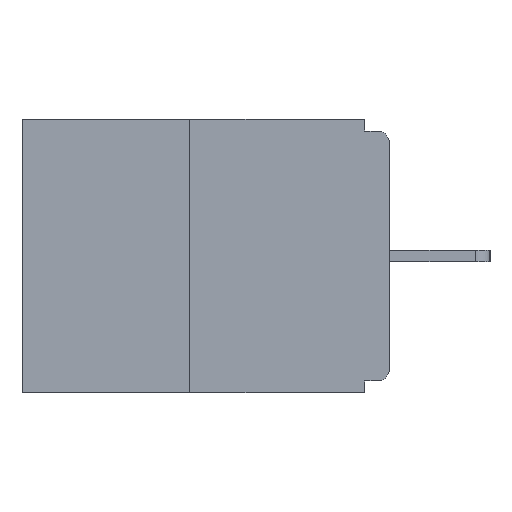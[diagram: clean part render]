
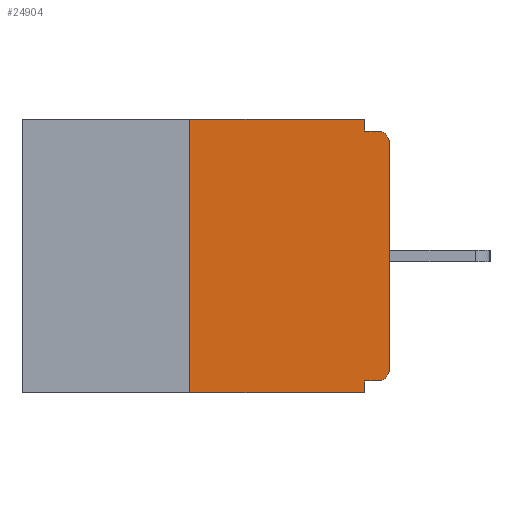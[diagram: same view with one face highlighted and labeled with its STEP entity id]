
A CAD part, left-side view. The second image highlights one B-rep face of the part: STEP entity #24904.
In plain terms, the highlighted planar face has unit normal (-1, 0, 0).
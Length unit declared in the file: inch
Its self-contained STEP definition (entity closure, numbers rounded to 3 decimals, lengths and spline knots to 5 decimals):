
#140 = PLANE ( 'NONE',  #8279 ) ;
#153 = CARTESIAN_POINT ( 'NONE',  ( 0., 0., -0.015 ) ) ;
#312 = AXIS2_PLACEMENT_3D ( 'NONE', #19636, #7263, #21643 ) ;
#840 = DIRECTION ( 'NONE',  ( 0., 0., 1. ) ) ;
#1288 = ORIENTED_EDGE ( 'NONE', *, *, #21027, .F. ) ;
#2846 = DIRECTION ( 'NONE',  ( 0., -1., 0. ) ) ;
#2850 = VECTOR ( 'NONE', #13222, 39.37008 ) ;
#2969 = FACE_OUTER_BOUND ( 'NONE', #25820, .T. ) ;
#3465 = DIRECTION ( 'NONE',  ( 0., -1., 0. ) ) ;
#3925 = VECTOR ( 'NONE', #2846, 39.37008 ) ;
#4486 = DIRECTION ( 'NONE',  ( 1., 0., 0. ) ) ;
#4495 = DIRECTION ( 'NONE',  ( 0., -1., 0. ) ) ;
#4540 = CIRCLE ( 'NONE', #21151, 0.015 ) ;
#4772 = VERTEX_POINT ( 'NONE', #24170 ) ;
#5202 = VERTEX_POINT ( 'NONE', #17665 ) ;
#5340 = DIRECTION ( 'NONE',  ( 0., 1., 0. ) ) ;
#6916 = CARTESIAN_POINT ( 'NONE',  ( 0., 0.031, -0.015 ) ) ;
#6971 = ORIENTED_EDGE ( 'NONE', *, *, #20671, .F. ) ;
#7263 = DIRECTION ( 'NONE',  ( -1., 0., 0. ) ) ;
#7349 = VECTOR ( 'NONE', #4495, 39.37008 ) ;
#8279 = AXIS2_PLACEMENT_3D ( 'NONE', #16965, #4486, #19014 ) ;
#8753 = CARTESIAN_POINT ( 'NONE',  ( 0., 0.031, 0. ) ) ;
#8909 = VECTOR ( 'NONE', #22234, 39.37008 ) ;
#9844 = VECTOR ( 'NONE', #5340, 39.37008 ) ;
#9953 = VECTOR ( 'NONE', #3465, 39.37008 ) ;
#9990 = CARTESIAN_POINT ( 'NONE',  ( 0., 0., 0. ) ) ;
#10178 = CARTESIAN_POINT ( 'NONE',  ( 0., 0.015, -0.03 ) ) ;
#10248 = ORIENTED_EDGE ( 'NONE', *, *, #24087, .T. ) ;
#10544 = VERTEX_POINT ( 'NONE', #8753 ) ;
#10606 = EDGE_CURVE ( 'NONE', #19316, #14392, #16115, .T. ) ;
#11069 = VECTOR ( 'NONE', #12373, 39.37008 ) ;
#11167 = CARTESIAN_POINT ( 'NONE',  ( 0., 0.031, 0. ) ) ;
#12241 = DIRECTION ( 'NONE',  ( 0., 0., -1. ) ) ;
#12373 = DIRECTION ( 'NONE',  ( 0., 0., -1. ) ) ;
#12390 = VERTEX_POINT ( 'NONE', #14731 ) ;
#12470 = ORIENTED_EDGE ( 'NONE', *, *, #25600, .F. ) ;
#12519 = VERTEX_POINT ( 'NONE', #6916 ) ;
#12546 = EDGE_CURVE ( 'NONE', #14392, #10544, #19861, .T. ) ;
#12866 = LINE ( 'NONE', #153, #7349 ) ;
#13222 = DIRECTION ( 'NONE',  ( 0., 0., -1. ) ) ;
#13497 = EDGE_CURVE ( 'NONE', #4772, #5202, #4540, .T. ) ;
#13796 = LINE ( 'NONE', #9990, #8909 ) ;
#14104 = ORIENTED_EDGE ( 'NONE', *, *, #12546, .F. ) ;
#14392 = VERTEX_POINT ( 'NONE', #17806 ) ;
#14731 = CARTESIAN_POINT ( 'NONE',  ( 0., 0., -0.313 ) ) ;
#15343 = CARTESIAN_POINT ( 'NONE',  ( 0., 0.46, 0. ) ) ;
#15419 = LINE ( 'NONE', #15949, #9953 ) ;
#15711 = CARTESIAN_POINT ( 'NONE',  ( 0., 0.031, -0.343 ) ) ;
#15783 = VERTEX_POINT ( 'NONE', #22744 ) ;
#15884 = LINE ( 'NONE', #24533, #11069 ) ;
#15949 = CARTESIAN_POINT ( 'NONE',  ( 0., 0.46, -0.343 ) ) ;
#16115 = LINE ( 'NONE', #21502, #16757 ) ;
#16320 = CARTESIAN_POINT ( 'NONE',  ( 0., 0.25, -0.343 ) ) ;
#16657 = ORIENTED_EDGE ( 'NONE', *, *, #23407, .T. ) ;
#16684 = ORIENTED_EDGE ( 'NONE', *, *, #23092, .F. ) ;
#16757 = VECTOR ( 'NONE', #840, 39.37008 ) ;
#16902 = VERTEX_POINT ( 'NONE', #18125 ) ;
#16965 = CARTESIAN_POINT ( 'NONE',  ( 0., 0.46, 0. ) ) ;
#17665 = CARTESIAN_POINT ( 'NONE',  ( 0., 0.015, -0.015 ) ) ;
#17806 = CARTESIAN_POINT ( 'NONE',  ( 0., 0.25, 0. ) ) ;
#18125 = CARTESIAN_POINT ( 'NONE',  ( 0., 0.015, -0.328 ) ) ;
#19014 = DIRECTION ( 'NONE',  ( 0., 0., -1. ) ) ;
#19316 = VERTEX_POINT ( 'NONE', #16320 ) ;
#19451 = LINE ( 'NONE', #11167, #2850 ) ;
#19561 = ORIENTED_EDGE ( 'NONE', *, *, #10606, .F. ) ;
#19636 = CARTESIAN_POINT ( 'NONE',  ( 0., 0.015, -0.313 ) ) ;
#19702 = EDGE_CURVE ( 'NONE', #16902, #12390, #23254, .T. ) ;
#19861 = LINE ( 'NONE', #15343, #3925 ) ;
#20671 = EDGE_CURVE ( 'NONE', #10544, #12519, #19451, .T. ) ;
#20721 = LINE ( 'NONE', #21929, #9844 ) ;
#21027 = EDGE_CURVE ( 'NONE', #15783, #22717, #15884, .T. ) ;
#21151 = AXIS2_PLACEMENT_3D ( 'NONE', #10178, #24395, #12241 ) ;
#21502 = CARTESIAN_POINT ( 'NONE',  ( 0., 0.25, 0. ) ) ;
#21643 = DIRECTION ( 'NONE',  ( 0., 0., -1. ) ) ;
#21929 = CARTESIAN_POINT ( 'NONE',  ( 0., 0., -0.328 ) ) ;
#22234 = DIRECTION ( 'NONE',  ( 0., 0., 1. ) ) ;
#22717 = VERTEX_POINT ( 'NONE', #15711 ) ;
#22744 = CARTESIAN_POINT ( 'NONE',  ( 0., 0.031, -0.328 ) ) ;
#23092 = EDGE_CURVE ( 'NONE', #12519, #5202, #12866, .T. ) ;
#23254 = CIRCLE ( 'NONE', #312, 0.015 ) ;
#23407 = EDGE_CURVE ( 'NONE', #19316, #22717, #15419, .T. ) ;
#24087 = EDGE_CURVE ( 'NONE', #12390, #4772, #13796, .T. ) ;
#24170 = CARTESIAN_POINT ( 'NONE',  ( 0., 0., -0.03 ) ) ;
#24250 = ORIENTED_EDGE ( 'NONE', *, *, #13497, .T. ) ;
#24395 = DIRECTION ( 'NONE',  ( -1., 0., 0. ) ) ;
#24533 = CARTESIAN_POINT ( 'NONE',  ( 0., 0.031, -0.343 ) ) ;
#24545 = ORIENTED_EDGE ( 'NONE', *, *, #19702, .T. ) ;
#24904 = ADVANCED_FACE ( 'NONE', ( #2969 ), #140, .F. ) ;
#25600 = EDGE_CURVE ( 'NONE', #16902, #15783, #20721, .T. ) ;
#25820 = EDGE_LOOP ( 'NONE', ( #14104, #19561, #16657, #1288, #12470, #24545, #10248, #24250, #16684, #6971 ) ) ;
